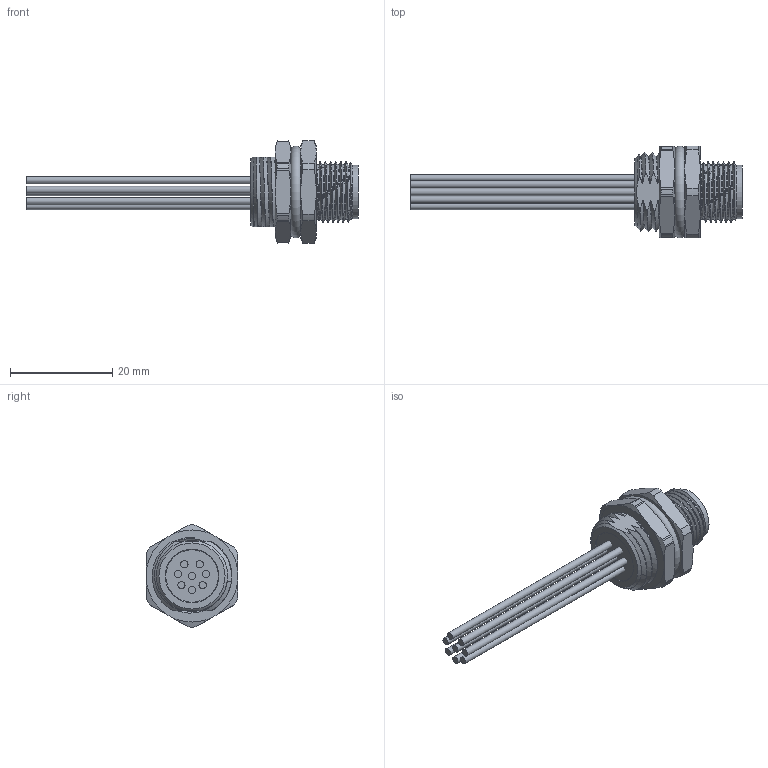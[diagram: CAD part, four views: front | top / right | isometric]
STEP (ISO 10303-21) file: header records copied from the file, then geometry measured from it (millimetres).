
FILE_DESCRIPTION(/* description */ ('Unknown'),/* implementation_level */ '2;1');
FILE_NAME(/* name */ '643352100408',/* time_stamp */ '2024-12-06T11:46:00+01:00',/* author */ ('Unknown'),/* organization */ ('Unknown'),/* preprocessor_version */ 'ST-DEVELOPER v19.4',/* originating_system */ 'Solid Edge',/* authorisation */ 'Unknown');
FILE_SCHEMA (('AUTOMOTIVE_DESIGN {1 0 10303 214 3 1 1}'));
Length unit declared in the file: millimetre
Products named in the file (16): 6433521004xx_With Cable; 6433521004xx; 643352100408; 6433521004xx_Housing; 643352100408_Pin; 6433521004xx_Resin; 6433521004xx_Seal_outer; 6433521004xx_Nut; Wire 24AWG White; Wire 24AWG Brown; Wire 24AWG Green; Wire 24AWG Yellow; Wire 24AWG Red; Wire 24AWG Grey; Wire 24AWG Pink; Wire 24AWG Blue
Assembly tree (22 placements, depth 3):
  6433521004xx_With Cable
    6433521004xx
      643352100408
      6433521004xx_Housing
      643352100408_Pin  x8
      6433521004xx_Resin
      6433521004xx_Seal_outer
      6433521004xx_Nut
    Wire 24AWG White
    Wire 24AWG Brown
    Wire 24AWG Green
    Wire 24AWG Yellow
    Wire 24AWG Red
    Wire 24AWG Grey
    Wire 24AWG Pink
    Wire 24AWG Blue
Bounding box: 65.05 x 18.01 x 20 mm (x, y, z)
Volume: 3840.3 mm3; surface area: 7042.3 mm2
Topology: 21 solids, 21 shells, 552 faces, 1247 edges, 790 vertices
Faces by surface type: cylinder 196, plane 184, cone 113, torus 33, bspline 26
Full cylindrical faces by diameter (mm): 0.61 x8, 0.8 x24, 1.1 x8, 1.26 x8, 1.3 x16, 1.4 x28, 1.42 x8, 1.56 x8, 1.7 x4, 8.3 x1, 9.16 x1, 9.2 x1, 9.44 x1, 9.5 x16, 10.45 x1, 10.76 x7
Entity records: 31901 total; most frequent: CARTESIAN_POINT 23626, DIRECTION 1566, ORIENTED_EDGE 1404, EDGE_CURVE 702, AXIS2_PLACEMENT_3D 680, FACE_BOUND 571, EDGE_LOOP 569, VERTEX_POINT 527
